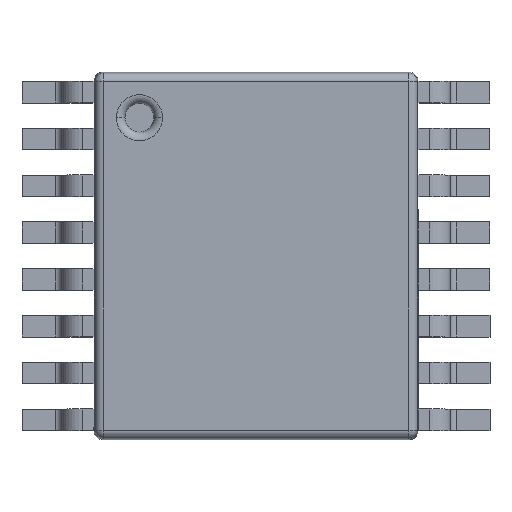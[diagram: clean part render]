
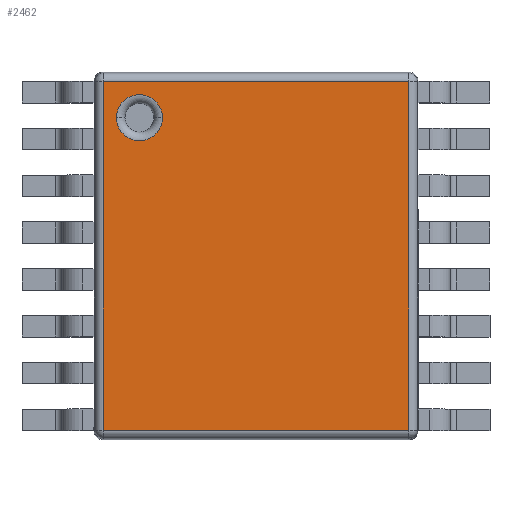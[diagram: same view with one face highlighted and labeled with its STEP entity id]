
A CAD part, top view. The second image highlights one B-rep face of the part: STEP entity #2462.
In plain terms, the highlighted planar face has unit normal (0, 0, 1).
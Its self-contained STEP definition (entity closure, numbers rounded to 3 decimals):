
#557 = ORIENTED_EDGE ( 'NONE', *, *, #7319, .T. ) ;
#652 = ORIENTED_EDGE ( 'NONE', *, *, #2969, .T. ) ;
#883 = ORIENTED_EDGE ( 'NONE', *, *, #5088, .T. ) ;
#1151 = CIRCLE ( 'NONE', #8448, 0.32 ) ;
#1243 = LINE ( 'NONE', #2445, #8203 ) ;
#1384 = VECTOR ( 'NONE', #5031, 1000. ) ;
#2445 = CARTESIAN_POINT ( 'NONE',  ( 2.12, -2.55, 1.06 ) ) ;
#2462 = ADVANCED_FACE ( 'NONE', ( #10936, #3418 ), #7021, .T. ) ;
#2969 = EDGE_CURVE ( 'NONE', #6990, #8360, #8921, .T. ) ;
#3241 = VERTEX_POINT ( 'NONE', #6646 ) ;
#3302 = CARTESIAN_POINT ( 'NONE',  ( -1.62, 1.92, 1.06 ) ) ;
#3346 = DIRECTION ( 'NONE',  ( 0., 1., 0. ) ) ;
#3348 = LINE ( 'NONE', #7808, #10311 ) ;
#3418 = FACE_OUTER_BOUND ( 'NONE', #7064, .T. ) ;
#3617 = EDGE_LOOP ( 'NONE', ( #8801, #7689 ) ) ;
#3770 = CARTESIAN_POINT ( 'NONE',  ( -2.12, 2.42, 1.06 ) ) ;
#3818 = CARTESIAN_POINT ( 'NONE',  ( -1.62, 1.92, 1.06 ) ) ;
#4013 = EDGE_CURVE ( 'NONE', #7879, #6990, #3348, .T. ) ;
#4120 = ORIENTED_EDGE ( 'NONE', *, *, #4013, .T. ) ;
#4182 = DIRECTION ( 'NONE',  ( -1., 0., 0. ) ) ;
#4198 = DIRECTION ( 'NONE',  ( 1., 0., 0. ) ) ;
#4264 = VERTEX_POINT ( 'NONE', #6347 ) ;
#4737 = DIRECTION ( 'NONE',  ( 1., 0., 0. ) ) ;
#5031 = DIRECTION ( 'NONE',  ( 1., 0., 0. ) ) ;
#5088 = EDGE_CURVE ( 'NONE', #9353, #7879, #1243, .T. ) ;
#5232 = DIRECTION ( 'NONE',  ( 0., 0., 1. ) ) ;
#5844 = EDGE_CURVE ( 'NONE', #4264, #3241, #8705, .T. ) ;
#6146 = EDGE_CURVE ( 'NONE', #3241, #4264, #1151, .T. ) ;
#6203 = LINE ( 'NONE', #11340, #1384 ) ;
#6347 = CARTESIAN_POINT ( 'NONE',  ( -1.94, 1.92, 1.06 ) ) ;
#6466 = AXIS2_PLACEMENT_3D ( 'NONE', #3302, #9660, #4198 ) ;
#6526 = VECTOR ( 'NONE', #8903, 1000. ) ;
#6646 = CARTESIAN_POINT ( 'NONE',  ( -1.3, 1.92, 1.06 ) ) ;
#6981 = CARTESIAN_POINT ( 'NONE',  ( 2.12, -2.42, 1.06 ) ) ;
#6990 = VERTEX_POINT ( 'NONE', #3770 ) ;
#7021 = PLANE ( 'NONE',  #8922 ) ;
#7064 = EDGE_LOOP ( 'NONE', ( #883, #4120, #652, #557 ) ) ;
#7319 = EDGE_CURVE ( 'NONE', #8360, #9353, #6203, .T. ) ;
#7689 = ORIENTED_EDGE ( 'NONE', *, *, #5844, .T. ) ;
#7808 = CARTESIAN_POINT ( 'NONE',  ( -2.25, 2.42, 1.06 ) ) ;
#7879 = VERTEX_POINT ( 'NONE', #8001 ) ;
#8001 = CARTESIAN_POINT ( 'NONE',  ( 2.12, 2.42, 1.06 ) ) ;
#8203 = VECTOR ( 'NONE', #3346, 1000. ) ;
#8360 = VERTEX_POINT ( 'NONE', #11365 ) ;
#8448 = AXIS2_PLACEMENT_3D ( 'NONE', #3818, #10168, #4737 ) ;
#8705 = CIRCLE ( 'NONE', #6466, 0.32 ) ;
#8801 = ORIENTED_EDGE ( 'NONE', *, *, #6146, .T. ) ;
#8856 = CARTESIAN_POINT ( 'NONE',  ( -2.12, -2.55, 1.06 ) ) ;
#8903 = DIRECTION ( 'NONE',  ( 0., -1., 0. ) ) ;
#8921 = LINE ( 'NONE', #8856, #6526 ) ;
#8922 = AXIS2_PLACEMENT_3D ( 'NONE', #10666, #5232, #11553 ) ;
#9353 = VERTEX_POINT ( 'NONE', #6981 ) ;
#9660 = DIRECTION ( 'NONE',  ( 0., 0., -1. ) ) ;
#10168 = DIRECTION ( 'NONE',  ( 0., 0., -1. ) ) ;
#10311 = VECTOR ( 'NONE', #4182, 1000. ) ;
#10666 = CARTESIAN_POINT ( 'NONE',  ( -2.25, -2.55, 1.06 ) ) ;
#10936 = FACE_BOUND ( 'NONE', #3617, .T. ) ;
#11340 = CARTESIAN_POINT ( 'NONE',  ( -2.25, -2.42, 1.06 ) ) ;
#11365 = CARTESIAN_POINT ( 'NONE',  ( -2.12, -2.42, 1.06 ) ) ;
#11553 = DIRECTION ( 'NONE',  ( 1., 0., 0. ) ) ;
